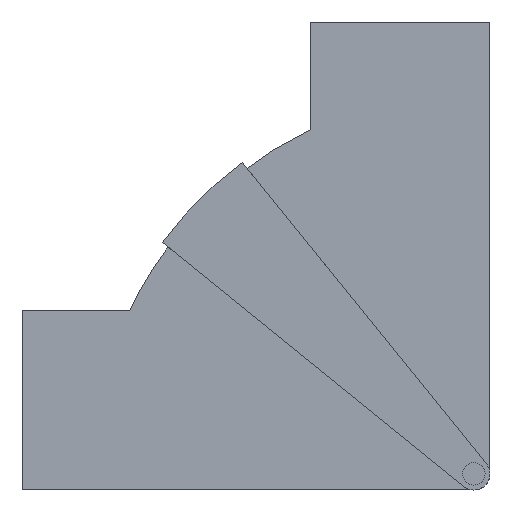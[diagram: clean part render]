
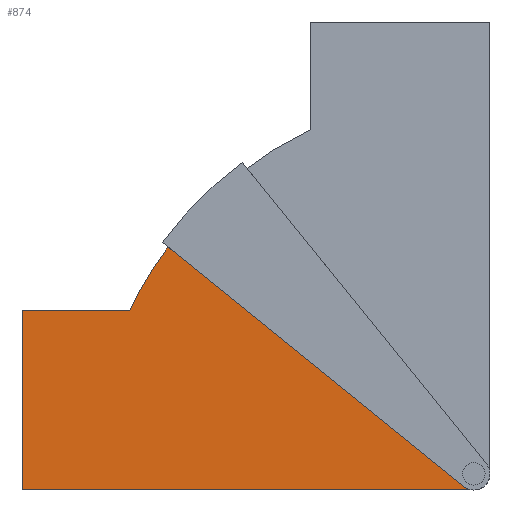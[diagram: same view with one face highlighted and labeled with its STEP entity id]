
A CAD part, front view. The second image highlights one B-rep face of the part: STEP entity #874.
In plain terms, the highlighted planar face has unit normal (0, -1, 0).
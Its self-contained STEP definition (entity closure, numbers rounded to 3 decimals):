
#4 = VERTEX_POINT ( 'NONE', #1959 ) ;
#32 = CARTESIAN_POINT ( 'NONE',  ( -140., -67.5, -5. ) ) ;
#59 = ORIENTED_EDGE ( 'NONE', *, *, #1746, .F. ) ;
#63 = VERTEX_POINT ( 'NONE', #523 ) ;
#68 = LINE ( 'NONE', #1920, #1094 ) ;
#102 = VECTOR ( 'NONE', #1941, 1000. ) ;
#121 = ORIENTED_EDGE ( 'NONE', *, *, #1429, .F. ) ;
#159 = ORIENTED_EDGE ( 'NONE', *, *, #239, .F. ) ;
#239 = EDGE_CURVE ( 'NONE', #331, #765, #68, .T. ) ;
#289 = LINE ( 'NONE', #1167, #102 ) ;
#331 = VERTEX_POINT ( 'NONE', #551 ) ;
#486 = CARTESIAN_POINT ( 'NONE',  ( -3.147, -67.5, -3.886 ) ) ;
#523 = CARTESIAN_POINT ( 'NONE',  ( -3.147, -67.5, -3.886 ) ) ;
#551 = CARTESIAN_POINT ( 'NONE',  ( 0., -67.5, -5. ) ) ;
#576 = AXIS2_PLACEMENT_3D ( 'NONE', #1564, #1538, #1141 ) ;
#590 = CIRCLE ( 'NONE', #1363, 118. ) ;
#603 = VERTEX_POINT ( 'NONE', #976 ) ;
#606 = FACE_OUTER_BOUND ( 'NONE', #1175, .T. ) ;
#736 = VECTOR ( 'NONE', #1751, 1000. ) ;
#765 = VERTEX_POINT ( 'NONE', #32 ) ;
#779 = EDGE_CURVE ( 'NONE', #1699, #603, #590, .T. ) ;
#783 = AXIS2_PLACEMENT_3D ( 'NONE', #1438, #1657, #1611 ) ;
#788 = CARTESIAN_POINT ( 'NONE',  ( -140., -67.5, -5. ) ) ;
#794 = DIRECTION ( 'NONE',  ( 0., 0., 1. ) ) ;
#799 = LINE ( 'NONE', #788, #736 ) ;
#874 = ADVANCED_FACE ( 'NONE', ( #606 ), #1716, .F. ) ;
#942 = CARTESIAN_POINT ( 'NONE',  ( 0., -67.5, 0. ) ) ;
#976 = CARTESIAN_POINT ( 'NONE',  ( -94.767, -67.5, 70.307 ) ) ;
#1001 = EDGE_CURVE ( 'NONE', #4, #1699, #289, .T. ) ;
#1094 = VECTOR ( 'NONE', #1720, 1000. ) ;
#1141 = DIRECTION ( 'NONE',  ( 0., 0., 1. ) ) ;
#1167 = CARTESIAN_POINT ( 'NONE',  ( -140., -67.5, 50.5 ) ) ;
#1175 = EDGE_LOOP ( 'NONE', ( #121, #59, #1936, #1208, #1672, #159 ) ) ;
#1202 = CIRCLE ( 'NONE', #783, 5. ) ;
#1208 = ORIENTED_EDGE ( 'NONE', *, *, #1001, .F. ) ;
#1295 = DIRECTION ( 'NONE',  ( 0.777, 0., -0.629 ) ) ;
#1363 = AXIS2_PLACEMENT_3D ( 'NONE', #942, #1593, #794 ) ;
#1405 = VECTOR ( 'NONE', #1295, 1000. ) ;
#1429 = EDGE_CURVE ( 'NONE', #63, #331, #1202, .T. ) ;
#1430 = LINE ( 'NONE', #486, #1405 ) ;
#1438 = CARTESIAN_POINT ( 'NONE',  ( 0., -67.5, 0. ) ) ;
#1536 = EDGE_CURVE ( 'NONE', #765, #4, #799, .T. ) ;
#1538 = DIRECTION ( 'NONE',  ( 0., 1., 0. ) ) ;
#1564 = CARTESIAN_POINT ( 'NONE',  ( 0., -67.5, 0. ) ) ;
#1593 = DIRECTION ( 'NONE',  ( 0., 1., 0. ) ) ;
#1611 = DIRECTION ( 'NONE',  ( 0., 0., 1. ) ) ;
#1657 = DIRECTION ( 'NONE',  ( 0., -1., 0. ) ) ;
#1672 = ORIENTED_EDGE ( 'NONE', *, *, #1536, .F. ) ;
#1699 = VERTEX_POINT ( 'NONE', #1822 ) ;
#1716 = PLANE ( 'NONE',  #576 ) ;
#1720 = DIRECTION ( 'NONE',  ( -1., 0., 0. ) ) ;
#1746 = EDGE_CURVE ( 'NONE', #603, #63, #1430, .T. ) ;
#1751 = DIRECTION ( 'NONE',  ( 0., 0., 1. ) ) ;
#1822 = CARTESIAN_POINT ( 'NONE',  ( -106.648, -67.5, 50.5 ) ) ;
#1920 = CARTESIAN_POINT ( 'NONE',  ( -140., -67.5, -5. ) ) ;
#1936 = ORIENTED_EDGE ( 'NONE', *, *, #779, .F. ) ;
#1941 = DIRECTION ( 'NONE',  ( 1., 0., 0. ) ) ;
#1959 = CARTESIAN_POINT ( 'NONE',  ( -140., -67.5, 50.5 ) ) ;
